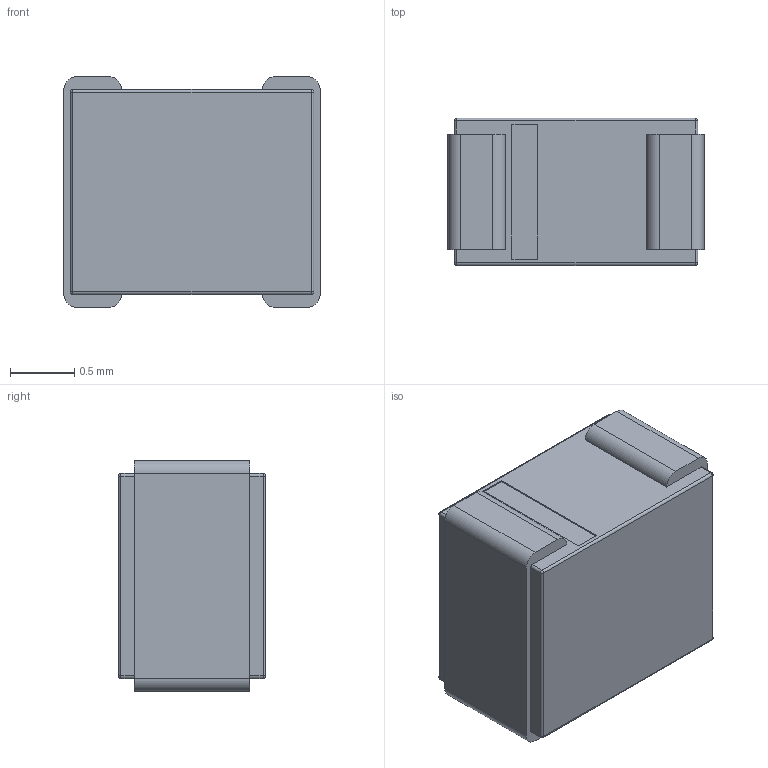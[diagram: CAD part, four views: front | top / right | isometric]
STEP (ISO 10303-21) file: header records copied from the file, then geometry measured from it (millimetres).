
FILE_DESCRIPTION(/* description */ ('model of D_SOD-110'),/* implementation_level */ '2;1');
FILE_NAME(/* name */ 'D_SOD-110.step',/* time_stamp */ '2017-05-08T20:36:14',/* author */ ('kicad StepUp','ksu'),/* organization */ ('FreeCAD'),/* preprocessor_version */ 'OCC',/* originating_system */ 'kicad StepUp',/* authorisation */ '');
FILE_SCHEMA(('AUTOMOTIVE_DESIGN_CC2 { 1 2 10303 214 -1 1 5 4 }'));
Length unit declared in the file: millimetre
Products named in the file (1): D_SOD_110
Bounding box: 2 x 1.15 x 1.8 mm (x, y, z)
Volume: 3.8 mm3; surface area: 15.3 mm2
Topology: 1 solids, 1 shells, 55 faces, 140 edges, 80 vertices
Faces by surface type: cylinder 24, plane 23, sphere 8
Entity records: 1116 total; most frequent: ORIENTED_EDGE 182, CARTESIAN_POINT 153, EDGE_CURVE 132, AXIS2_PLACEMENT_3D 95, VERTEX_POINT 80, LINE 76, FACE_BOUND 56, EDGE_LOOP 56
